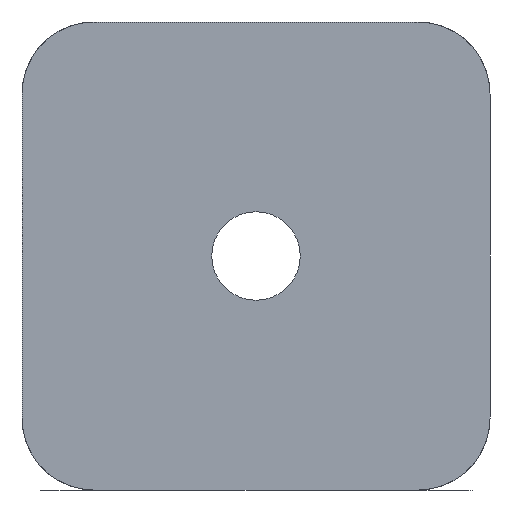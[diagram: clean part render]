
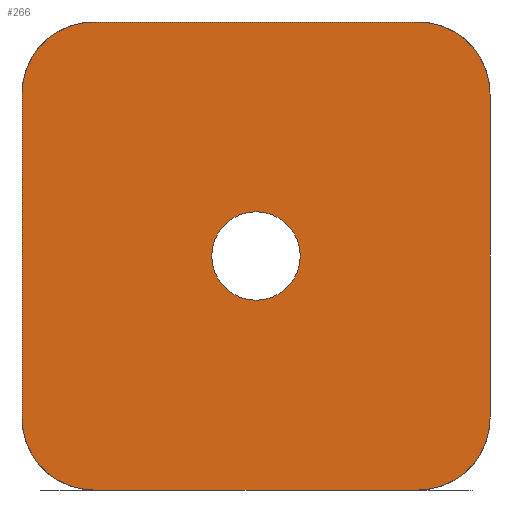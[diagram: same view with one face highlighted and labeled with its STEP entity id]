
A CAD part, left-side view. The second image highlights one B-rep face of the part: STEP entity #266.
In plain terms, the highlighted planar face has unit normal (-1, 0, 0).
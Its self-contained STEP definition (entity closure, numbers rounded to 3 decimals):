
#21=FACE_BOUND('',#61,.T.);
#33=PLANE('',#308);
#46=FACE_OUTER_BOUND('',#60,.T.);
#60=EDGE_LOOP('',(#235,#236,#237,#238,#239,#240,#241,#242));
#61=EDGE_LOOP('',(#243));
#63=CIRCLE('',#289,2.);
#66=CIRCLE('',#295,2.);
#67=CIRCLE('',#298,2.);
#68=CIRCLE('',#301,2.);
#71=CIRCLE('',#305,1.23);
#77=LINE('',#410,#95);
#81=LINE('',#484,#99);
#84=LINE('',#493,#102);
#87=LINE('',#506,#105);
#95=VECTOR('',#323,10.);
#99=VECTOR('',#339,10.);
#102=VECTOR('',#348,10.);
#105=VECTOR('',#365,10.);
#116=VERTEX_POINT('',#398);
#117=VERTEX_POINT('',#400);
#119=VERTEX_POINT('',#408);
#128=VERTEX_POINT('',#478);
#129=VERTEX_POINT('',#482);
#130=VERTEX_POINT('',#486);
#131=VERTEX_POINT('',#488);
#132=VERTEX_POINT('',#492);
#135=VERTEX_POINT('',#502);
#144=EDGE_CURVE('',#116,#117,#63,.T.);
#148=EDGE_CURVE('',#116,#119,#77,.T.);
#160=EDGE_CURVE('',#128,#119,#66,.T.);
#162=EDGE_CURVE('',#128,#129,#81,.T.);
#164=EDGE_CURVE('',#130,#131,#67,.T.);
#166=EDGE_CURVE('',#132,#131,#84,.T.);
#168=EDGE_CURVE('',#132,#129,#68,.T.);
#172=EDGE_CURVE('',#135,#135,#71,.T.);
#173=EDGE_CURVE('',#130,#117,#87,.T.);
#235=ORIENTED_EDGE('',*,*,#144,.F.);
#236=ORIENTED_EDGE('',*,*,#148,.T.);
#237=ORIENTED_EDGE('',*,*,#160,.F.);
#238=ORIENTED_EDGE('',*,*,#162,.T.);
#239=ORIENTED_EDGE('',*,*,#168,.F.);
#240=ORIENTED_EDGE('',*,*,#166,.T.);
#241=ORIENTED_EDGE('',*,*,#164,.F.);
#242=ORIENTED_EDGE('',*,*,#173,.T.);
#243=ORIENTED_EDGE('',*,*,#172,.T.);
#266=ADVANCED_FACE('',(#46,#21),#33,.F.);
#289=AXIS2_PLACEMENT_3D('',#401,#317,#318);
#295=AXIS2_PLACEMENT_3D('',#480,#334,#335);
#298=AXIS2_PLACEMENT_3D('',#489,#343,#344);
#301=AXIS2_PLACEMENT_3D('',#496,#352,#353);
#305=AXIS2_PLACEMENT_3D('',#504,#361,#362);
#308=AXIS2_PLACEMENT_3D('',#508,#368,#369);
#317=DIRECTION('center_axis',(1.,0.,0.));
#318=DIRECTION('ref_axis',(0.,0.707,-0.707));
#323=DIRECTION('',(0.,-1.,0.));
#334=DIRECTION('center_axis',(1.,0.,0.));
#335=DIRECTION('ref_axis',(0.,-0.707,-0.707));
#339=DIRECTION('',(0.,0.,1.));
#343=DIRECTION('center_axis',(1.,0.,0.));
#344=DIRECTION('ref_axis',(0.,0.707,0.707));
#348=DIRECTION('',(0.,1.,0.));
#352=DIRECTION('center_axis',(1.,0.,0.));
#353=DIRECTION('ref_axis',(0.,-0.707,0.707));
#361=DIRECTION('center_axis',(1.,0.,0.));
#362=DIRECTION('ref_axis',(0.,0.,-1.));
#365=DIRECTION('',(0.,0.,-1.));
#368=DIRECTION('center_axis',(1.,0.,0.));
#369=DIRECTION('ref_axis',(0.,0.,-1.));
#398=CARTESIAN_POINT('',(0.,4.5,-6.5));
#400=CARTESIAN_POINT('',(0.,6.5,-4.5));
#401=CARTESIAN_POINT('Origin',(0.,4.5,-4.5));
#408=CARTESIAN_POINT('',(0.,-4.5,-6.5));
#410=CARTESIAN_POINT('',(0.,6.5,-6.5));
#478=CARTESIAN_POINT('',(0.,-6.5,-4.5));
#480=CARTESIAN_POINT('Origin',(0.,-4.5,-4.5));
#482=CARTESIAN_POINT('',(0.,-6.5,4.5));
#484=CARTESIAN_POINT('',(0.,-6.5,-6.5));
#486=CARTESIAN_POINT('',(0.,6.5,4.5));
#488=CARTESIAN_POINT('',(0.,4.5,6.5));
#489=CARTESIAN_POINT('Origin',(0.,4.5,4.5));
#492=CARTESIAN_POINT('',(0.,-4.5,6.5));
#493=CARTESIAN_POINT('',(0.,-6.5,6.5));
#496=CARTESIAN_POINT('Origin',(0.,-4.5,4.5));
#502=CARTESIAN_POINT('',(0.,0.,1.23));
#504=CARTESIAN_POINT('Origin',(0.,0.,0.));
#506=CARTESIAN_POINT('',(0.,6.5,6.5));
#508=CARTESIAN_POINT('Origin',(0.,0.,0.));
